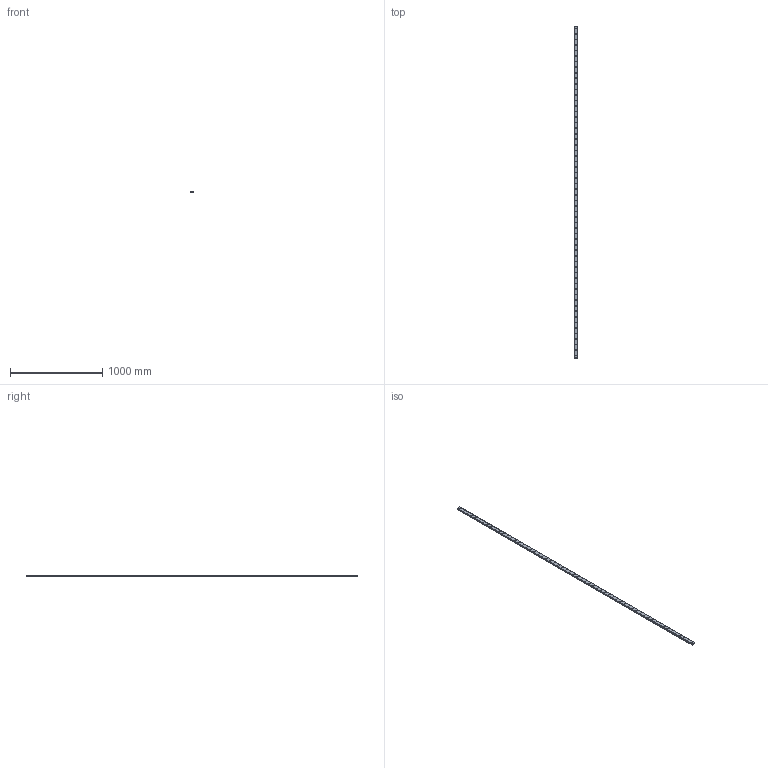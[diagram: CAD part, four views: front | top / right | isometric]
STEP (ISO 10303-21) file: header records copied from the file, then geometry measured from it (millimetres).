
FILE_DESCRIPTION(('STEP AP214'),'1');
FILE_NAME('cctmp_DA04D3EB-F79A-4173-9797-4AAFF43D02F6_2021_03_05_12_59_57_0129..stp','2021-03-05T11:59:57',('HIWIN GmbH'),('CADClick - www.CADClick.com'),'Spatial InterOp 3D',' ','unknown authorization');
FILE_SCHEMA(('AUTOMOTIVE_DESIGN'));
Length unit declared in the file: millimetre
Products named in the file (1): WER27R3590H_FILE
Bounding box: 42 x 3590 x 15 mm (x, y, z)
Volume: 2089462.8 mm3; surface area: 451443.7 mm2
Topology: 1 solids, 1 shells, 1183 faces, 2451 edges, 1634 vertices
Faces by surface type: cylinder 738, plane 445
Entity records: 41589 total; most frequent: DIRECTION 6295, CARTESIAN_POINT 5269, ORIENTED_EDGE 4902, AXIS2_PLACEMENT_3D 2660, EDGE_CURVE 2451, VERTEX_POINT 1634, EDGE_LOOP 1547, CIRCLE 1476
